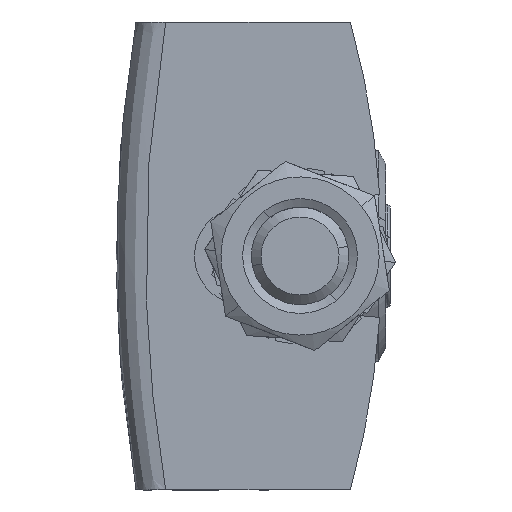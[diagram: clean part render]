
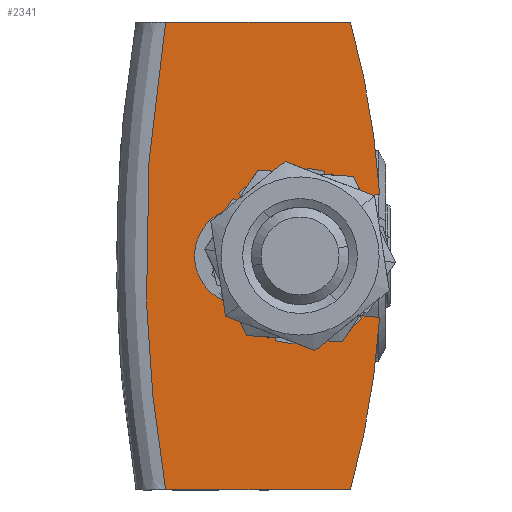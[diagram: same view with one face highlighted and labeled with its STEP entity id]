
A CAD part, front view. The second image highlights one B-rep face of the part: STEP entity #2341.
In plain terms, the highlighted planar face has unit normal (0, -1, 0).
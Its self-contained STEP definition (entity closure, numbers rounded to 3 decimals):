
#194 = CARTESIAN_POINT ( 'NONE',  ( -42.496, 13.482, 33.84 ) ) ;
#292 = CARTESIAN_POINT ( 'NONE',  ( -42.496, 13.482, -14.16 ) ) ;
#775 = ORIENTED_EDGE ( 'NONE', *, *, #18371, .F. ) ;
#955 = CARTESIAN_POINT ( 'NONE',  ( -42.496, 13.482, -14.16 ) ) ;
#1453 = CARTESIAN_POINT ( 'NONE',  ( -34.538, 13.482, 9.84 ) ) ;
#1481 = VERTEX_POINT ( 'NONE', #2304 ) ;
#1687 = CARTESIAN_POINT ( 'NONE',  ( -111.423, 13.482, 9.84 ) ) ;
#1965 = EDGE_CURVE ( 'NONE', #17641, #18220, #13238, .T. ) ;
#2152 = CARTESIAN_POINT ( 'NONE',  ( -23.538, 13.482, -14.16 ) ) ;
#2261 = CARTESIAN_POINT ( 'NONE',  ( -18.934, 13.482, 16.287 ) ) ;
#2304 = CARTESIAN_POINT ( 'NONE',  ( -20.538, 13.482, 16.14 ) ) ;
#2341 = ADVANCED_FACE ( 'NONE', ( #9924 ), #19053, .T. ) ;
#2676 = CARTESIAN_POINT ( 'NONE',  ( -34.993, 13.482, 4.861 ) ) ;
#2959 = EDGE_LOOP ( 'NONE', ( #18326, #5513, #11297, #17333, #775, #16786, #9550, #16744 ) ) ;
#3069 = CARTESIAN_POINT ( 'NONE',  ( -43.853, 13.482, -4.199 ) ) ;
#3252 = CARTESIAN_POINT ( 'NONE',  ( -42.823, 13.482, 31.856 ) ) ;
#3634 = CARTESIAN_POINT ( 'NONE',  ( -29.857, 13.482, -14.16 ) ) ;
#3765 = AXIS2_PLACEMENT_3D ( 'NONE', #7003, #18790, #13033 ) ;
#4032 = CIRCLE ( 'NONE', #15110, 91.103 ) ;
#4085 = CARTESIAN_POINT ( 'NONE',  ( -42.496, 13.482, 33.84 ) ) ;
#4420 = DIRECTION ( 'NONE',  ( 0., -1., 0. ) ) ;
#4741 = CARTESIAN_POINT ( 'NONE',  ( -43.257, 13.482, 28.871 ) ) ;
#5104 = EDGE_CURVE ( 'NONE', #5733, #18211, #13905, .T. ) ;
#5513 = ORIENTED_EDGE ( 'NONE', *, *, #19544, .T. ) ;
#5721 = DIRECTION ( 'NONE',  ( -0.996, 0., -0.091 ) ) ;
#5733 = VERTEX_POINT ( 'NONE', #4085 ) ;
#5834 = CARTESIAN_POINT ( 'NONE',  ( -23.538, 13.482, 33.84 ) ) ;
#6212 = AXIS2_PLACEMENT_3D ( 'NONE', #1453, #4420, #13527 ) ;
#6322 = CARTESIAN_POINT ( 'NONE',  ( -44.538, 13.482, 13.863 ) ) ;
#6323 = B_SPLINE_CURVE_WITH_KNOTS ( 'NONE', 3,
 ( #13354, #16624, #15037, #5834 ),
 .UNSPECIFIED., .F., .F.,
 ( 4, 4 ),
 ( 0.122, 0.88 ),
 .UNSPECIFIED. ) ;
#6345 = B_SPLINE_CURVE_WITH_KNOTS ( 'NONE', 3,
 ( #955, #6610, #3634, #2152 ),
 .UNSPECIFIED., .F., .F.,
 ( 4, 4 ),
 ( 0.122, 0.88 ),
 .UNSPECIFIED. ) ;
#6610 = CARTESIAN_POINT ( 'NONE',  ( -36.177, 13.482, -14.16 ) ) ;
#7003 = CARTESIAN_POINT ( 'NONE',  ( -111.423, 13.482, 9.84 ) ) ;
#7088 = EDGE_CURVE ( 'NONE', #5733, #10603, #6323, .T. ) ;
#7474 = EDGE_CURVE ( 'NONE', #18211, #18220, #6345, .T. ) ;
#7487 = CARTESIAN_POINT ( 'NONE',  ( -23.283, 13.482, 3.791 ) ) ;
#7538 = DIRECTION ( 'NONE',  ( 0., 0., -1. ) ) ;
#7670 = EDGE_CURVE ( 'NONE', #18906, #9913, #14426, .T. ) ;
#8122 = VECTOR ( 'NONE', #13223, 1000. ) ;
#8594 = CARTESIAN_POINT ( 'NONE',  ( -23.538, 13.482, 33.84 ) ) ;
#9001 = CARTESIAN_POINT ( 'NONE',  ( -42.662, 13.482, -13.168 ) ) ;
#9287 = CARTESIAN_POINT ( 'NONE',  ( -43.64, 13.482, -6.199 ) ) ;
#9550 = ORIENTED_EDGE ( 'NONE', *, *, #5104, .T. ) ;
#9913 = VERTEX_POINT ( 'NONE', #2676 ) ;
#9924 = FACE_OUTER_BOUND ( 'NONE', #2959, .T. ) ;
#10236 = LINE ( 'NONE', #7487, #8122 ) ;
#10603 = VERTEX_POINT ( 'NONE', #8594 ) ;
#10665 = CARTESIAN_POINT ( 'NONE',  ( -44.366, 13.482, 17.875 ) ) ;
#10756 = CARTESIAN_POINT ( 'NONE',  ( -43.853, 13.482, 23.879 ) ) ;
#11297 = ORIENTED_EDGE ( 'NONE', *, *, #7670, .F. ) ;
#12166 = CARTESIAN_POINT ( 'NONE',  ( -43.257, 13.482, -9.191 ) ) ;
#12249 = EDGE_CURVE ( 'NONE', #1481, #18906, #15822, .T. ) ;
#12919 = DIRECTION ( 'NONE',  ( 0., -1., 0. ) ) ;
#13033 = DIRECTION ( 'NONE',  ( 0., 0., 1. ) ) ;
#13223 = DIRECTION ( 'NONE',  ( -0.996, 0., 0.091 ) ) ;
#13238 = CIRCLE ( 'NONE', #3765, 91.103 ) ;
#13354 = CARTESIAN_POINT ( 'NONE',  ( -42.496, 13.482, 33.84 ) ) ;
#13527 = DIRECTION ( 'NONE',  ( 0., 0., -1. ) ) ;
#13655 = CARTESIAN_POINT ( 'NONE',  ( -43.64, 13.482, 25.879 ) ) ;
#13761 = DIRECTION ( 'NONE',  ( 0., 1., 0. ) ) ;
#13849 = CARTESIAN_POINT ( 'NONE',  ( -42.823, 13.482, -12.176 ) ) ;
#13905 = B_SPLINE_CURVE_WITH_KNOTS ( 'NONE', 3,
 ( #194, #16628, #3252, #18308, #4741, #13655, #10756, #10665, #6322, #16818, #16912, #3069, #9287, #12166, #15326, #13849, #9001, #292 ),
 .UNSPECIFIED., .F., .F.,
 ( 4, 2, 2, 2, 2, 2, 2, 2, 4 ),
 ( 0., 0.003, 0.006, 0.012, 0.024, 0.036, 0.042, 0.045, 0.048 ),
 .UNSPECIFIED. ) ;
#14426 = CIRCLE ( 'NONE', #6212, 5. ) ;
#14560 = CARTESIAN_POINT ( 'NONE',  ( -42.496, 13.482, -14.16 ) ) ;
#14683 = VECTOR ( 'NONE', #5721, 1000. ) ;
#15037 = CARTESIAN_POINT ( 'NONE',  ( -29.857, 13.482, 33.84 ) ) ;
#15110 = AXIS2_PLACEMENT_3D ( 'NONE', #1687, #13761, #7538 ) ;
#15326 = CARTESIAN_POINT ( 'NONE',  ( -43.119, 13.482, -10.187 ) ) ;
#15822 = LINE ( 'NONE', #2261, #14683 ) ;
#16082 = AXIS2_PLACEMENT_3D ( 'NONE', #17289, #12919, #18766 ) ;
#16247 = CARTESIAN_POINT ( 'NONE',  ( -23.538, 13.482, -14.16 ) ) ;
#16624 = CARTESIAN_POINT ( 'NONE',  ( -36.177, 13.482, 33.84 ) ) ;
#16628 = CARTESIAN_POINT ( 'NONE',  ( -42.662, 13.482, 32.848 ) ) ;
#16744 = ORIENTED_EDGE ( 'NONE', *, *, #7474, .T. ) ;
#16786 = ORIENTED_EDGE ( 'NONE', *, *, #7088, .F. ) ;
#16818 = CARTESIAN_POINT ( 'NONE',  ( -44.538, 13.482, 5.817 ) ) ;
#16912 = CARTESIAN_POINT ( 'NONE',  ( -44.366, 13.482, 1.805 ) ) ;
#17289 = CARTESIAN_POINT ( 'NONE',  ( -20.538, 13.482, 33.84 ) ) ;
#17333 = ORIENTED_EDGE ( 'NONE', *, *, #12249, .F. ) ;
#17641 = VERTEX_POINT ( 'NONE', #18265 ) ;
#18211 = VERTEX_POINT ( 'NONE', #14560 ) ;
#18220 = VERTEX_POINT ( 'NONE', #16247 ) ;
#18265 = CARTESIAN_POINT ( 'NONE',  ( -20.538, 13.482, 3.54 ) ) ;
#18308 = CARTESIAN_POINT ( 'NONE',  ( -43.119, 13.482, 29.867 ) ) ;
#18326 = ORIENTED_EDGE ( 'NONE', *, *, #1965, .F. ) ;
#18371 = EDGE_CURVE ( 'NONE', #10603, #1481, #4032, .T. ) ;
#18766 = DIRECTION ( 'NONE',  ( -1., 0., 0. ) ) ;
#18790 = DIRECTION ( 'NONE',  ( 0., 1., 0. ) ) ;
#18906 = VERTEX_POINT ( 'NONE', #19192 ) ;
#19053 = PLANE ( 'NONE',  #16082 ) ;
#19192 = CARTESIAN_POINT ( 'NONE',  ( -34.993, 13.482, 14.819 ) ) ;
#19544 = EDGE_CURVE ( 'NONE', #17641, #9913, #10236, .T. ) ;
